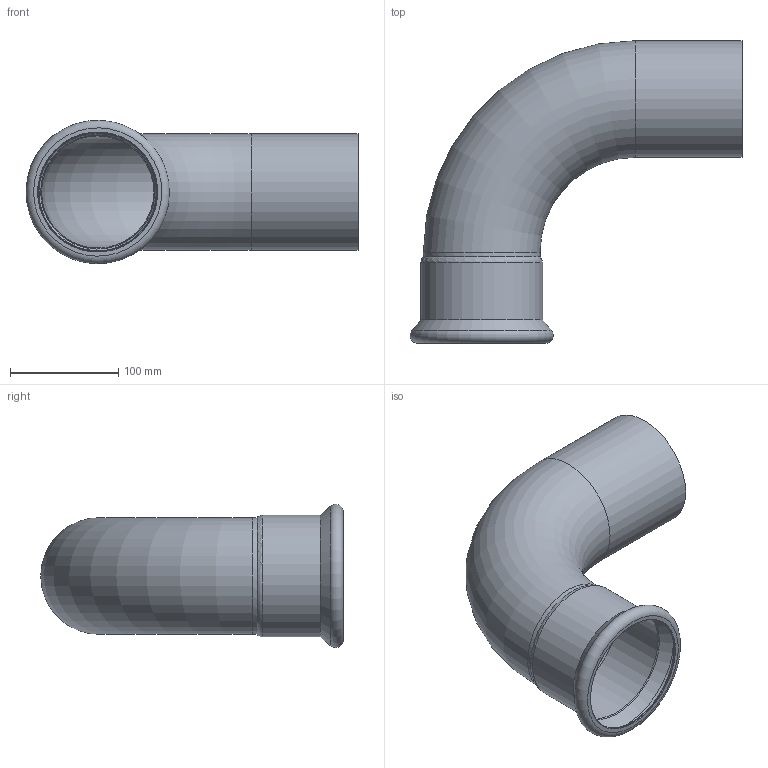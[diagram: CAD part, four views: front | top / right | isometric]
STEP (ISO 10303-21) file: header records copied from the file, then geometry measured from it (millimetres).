
FILE_DESCRIPTION(/* description */ (''),/* implementation_level */ '2;1');
FILE_NAME(/* name */ '43311.stp',/* time_stamp */ '2023-09-08T11:26:11+02:00',/* author */ ('JANAN'),/* organization */ (''),/* preprocessor_version */ 'ST-DEVELOPER v19.2',/* originating_system */ 'Autodesk Inventor 2023',/* authorisation */ '');
FILE_SCHEMA (('AUTOMOTIVE_DESIGN { 1 0 10303 214 3 1 1 }'));
Length unit declared in the file: millimetre
Products named in the file (1): tmpFAC0.tmp
Bounding box: 307.38 x 280 x 132.76 mm (x, y, z)
Volume: 281394.8 mm3; surface area: 283826.2 mm2
Topology: 1 solids, 1 shells, 22 faces, 46 edges, 27 vertices
Faces by surface type: torus 8, cylinder 7, cone 4, plane 3
Full cylindrical faces by diameter (mm): 104 x2, 108 x2, 108.8 x1, 110.4 x1, 112.8 x1
Entity records: 666 total; most frequent: DIRECTION 127, CARTESIAN_POINT 96, ORIENTED_EDGE 92, AXIS2_PLACEMENT_3D 58, EDGE_CURVE 46, CIRCLE 35, VERTEX_POINT 27, EDGE_LOOP 25
